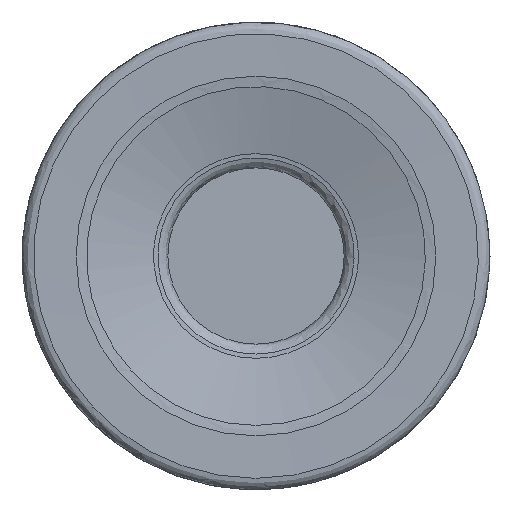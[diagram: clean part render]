
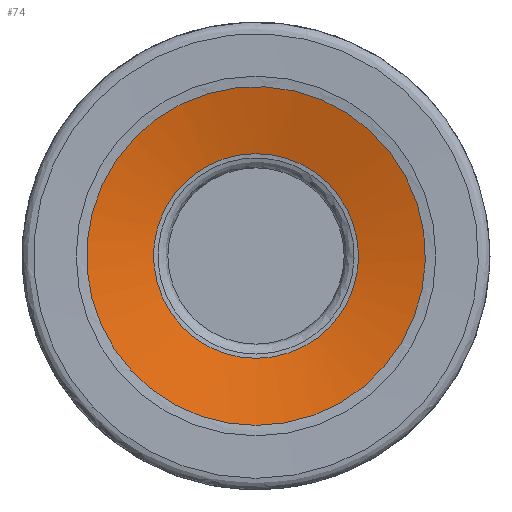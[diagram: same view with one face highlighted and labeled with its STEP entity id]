
A CAD part, front view. The second image highlights one B-rep face of the part: STEP entity #74.
In plain terms, the highlighted face is a revolution surface.
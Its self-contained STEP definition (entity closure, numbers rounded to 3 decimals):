
#66=(
BOUNDED_CURVE()
B_SPLINE_CURVE(3,(#686,#687,#688,#689,#690,#691,#692),.UNSPECIFIED.,.T.,
 .F.)
B_SPLINE_CURVE_WITH_KNOTS((1,3,3,3,1),(-0.5,0.,0.5,1.,1.5),
 .UNSPECIFIED.)
CURVE()
GEOMETRIC_REPRESENTATION_ITEM()
RATIONAL_B_SPLINE_CURVE((1.,0.333,0.333,1.,0.333,
0.333,1.))
REPRESENTATION_ITEM('')
);
#74=ADVANCED_FACE('',(#157,#158),#105,.T.);
#105=SURFACE_OF_REVOLUTION('',#135,#120);
#120=AXIS1_PLACEMENT('',#711,#491);
#135=B_SPLINE_CURVE_WITH_KNOTS('',5,(#694,#695,#696,#697,#698,#699,#700,
#701,#702,#703,#704,#705,#706,#707,#708,#709,#710),.UNSPECIFIED.,.F.,.F.,
(6,1,1,1,1,1,1,1,1,1,1,1,6),(0.,0.103,0.243,0.401,
0.554,0.693,0.797,0.861,
0.9,0.929,0.955,0.981,
1.),.UNSPECIFIED.);
#157=FACE_BOUND('',#217,.T.);
#158=FACE_BOUND('',#218,.T.);
#217=EDGE_LOOP('',(#277));
#218=EDGE_LOOP('',(#278));
#277=ORIENTED_EDGE('',*,*,#363,.F.);
#278=ORIENTED_EDGE('',*,*,#362,.T.);
#331=VERTEX_POINT('',#678);
#332=VERTEX_POINT('',#693);
#362=EDGE_CURVE('',#331,#331,#391,.T.);
#363=EDGE_CURVE('',#332,#332,#66,.T.);
#391=CIRCLE('',#432,11.583);
#432=AXIS2_PLACEMENT_3D('',#677,#488,#489);
#488=DIRECTION('',(0.,-1.,0.));
#489=DIRECTION('',(0.,0.,-1.));
#491=DIRECTION('',(0.,-1.,0.));
#677=CARTESIAN_POINT('',(-7.914,-160.828,-1.392));
#678=CARTESIAN_POINT('',(-7.914,-160.828,-12.975));
#686=CARTESIAN_POINT('',(-14.885,-159.683,-2.002));
#687=CARTESIAN_POINT('',(-13.665,-159.683,-15.944));
#688=CARTESIAN_POINT('',(0.276,-159.683,-14.724));
#689=CARTESIAN_POINT('',(-0.943,-159.683,-0.782));
#690=CARTESIAN_POINT('',(-2.163,-159.683,13.159));
#691=CARTESIAN_POINT('',(-16.105,-159.683,11.94));
#692=CARTESIAN_POINT('',(-14.885,-159.683,-2.002));
#693=CARTESIAN_POINT('',(-14.885,-159.683,-2.002));
#694=CARTESIAN_POINT('',(-19.453,-160.828,-2.402));
#695=CARTESIAN_POINT('',(-19.359,-160.804,-2.394));
#696=CARTESIAN_POINT('',(-19.137,-160.746,-2.374));
#697=CARTESIAN_POINT('',(-18.77,-160.657,-2.342));
#698=CARTESIAN_POINT('',(-18.266,-160.523,-2.298));
#699=CARTESIAN_POINT('',(-17.633,-160.365,-2.243));
#700=CARTESIAN_POINT('',(-17.001,-160.2,-2.187));
#701=CARTESIAN_POINT('',(-16.437,-160.057,-2.138));
#702=CARTESIAN_POINT('',(-15.983,-159.938,-2.098));
#703=CARTESIAN_POINT('',(-15.64,-159.849,-2.068));
#704=CARTESIAN_POINT('',(-15.402,-159.786,-2.047));
#705=CARTESIAN_POINT('',(-15.232,-159.749,-2.033));
#706=CARTESIAN_POINT('',(-15.104,-159.722,-2.021));
#707=CARTESIAN_POINT('',(-15.011,-159.705,-2.013));
#708=CARTESIAN_POINT('',(-14.945,-159.693,-2.007));
#709=CARTESIAN_POINT('',(-14.903,-159.686,-2.004));
#710=CARTESIAN_POINT('',(-14.885,-159.683,-2.002));
#711=CARTESIAN_POINT('',(-7.914,34.,-1.392));
